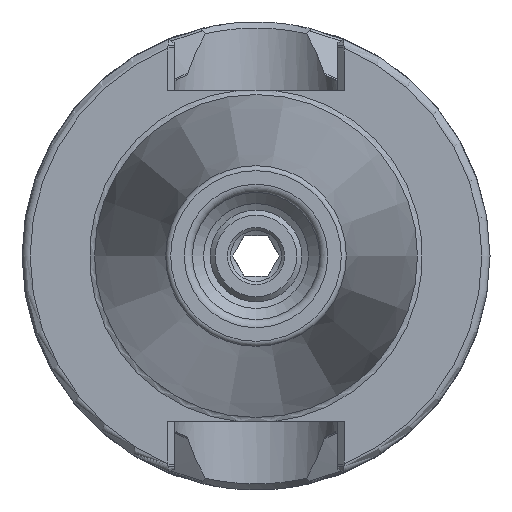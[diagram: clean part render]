
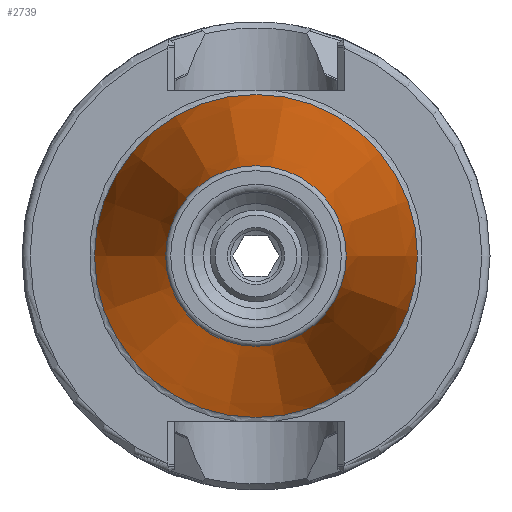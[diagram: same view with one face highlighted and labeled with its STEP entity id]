
A CAD part, left-side view. The second image highlights one B-rep face of the part: STEP entity #2739.
In plain terms, the highlighted conical face has half-angle 8.297 degrees and reference radius 12.377 mm.
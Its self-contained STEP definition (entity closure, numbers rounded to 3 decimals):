
#141=CONICAL_SURFACE('',#3089,12.377,0.145);
#324=FACE_OUTER_BOUND('',#503,.T.);
#503=EDGE_LOOP('',(#2252,#2253,#2254,#2255,#2256));
#659=CIRCLE('',#3085,8.879);
#660=CIRCLE('',#3086,8.879);
#663=CIRCLE('',#3090,15.875);
#815=LINE('',#5746,#970);
#970=VECTOR('',#3645,12.377);
#1270=VERTEX_POINT('',#5736);
#1271=VERTEX_POINT('',#5737);
#1273=VERTEX_POINT('',#5744);
#1616=EDGE_CURVE('',#1270,#1271,#659,.T.);
#1617=EDGE_CURVE('',#1271,#1270,#660,.T.);
#1620=EDGE_CURVE('',#1273,#1273,#663,.T.);
#1621=EDGE_CURVE('',#1273,#1270,#815,.T.);
#2252=ORIENTED_EDGE('',*,*,#1620,.F.);
#2253=ORIENTED_EDGE('',*,*,#1621,.T.);
#2254=ORIENTED_EDGE('',*,*,#1616,.T.);
#2255=ORIENTED_EDGE('',*,*,#1617,.T.);
#2256=ORIENTED_EDGE('',*,*,#1621,.F.);
#2739=ADVANCED_FACE('',(#324),#141,.T.);
#3085=AXIS2_PLACEMENT_3D('',#5738,#3633,#3634);
#3086=AXIS2_PLACEMENT_3D('',#5739,#3635,#3636);
#3089=AXIS2_PLACEMENT_3D('',#5743,#3641,#3642);
#3090=AXIS2_PLACEMENT_3D('',#5745,#3643,#3644);
#3633=DIRECTION('center_axis',(1.,0.,0.));
#3634=DIRECTION('ref_axis',(0.,0.,-1.));
#3635=DIRECTION('center_axis',(1.,0.,0.));
#3636=DIRECTION('ref_axis',(0.,0.,-1.));
#3641=DIRECTION('center_axis',(1.,0.,0.));
#3642=DIRECTION('ref_axis',(0.,1.,0.));
#3643=DIRECTION('center_axis',(1.,0.,0.));
#3644=DIRECTION('ref_axis',(0.,0.,-1.));
#3645=DIRECTION('',(-0.99,0.144,0.));
#5736=CARTESIAN_POINT('',(-47.972,-8.879,0.));
#5737=CARTESIAN_POINT('',(-47.972,0.,8.879));
#5738=CARTESIAN_POINT('Origin',(-47.972,0.,
0.));
#5739=CARTESIAN_POINT('Origin',(-47.972,0.,
0.));
#5743=CARTESIAN_POINT('Origin',(-23.986,0.,
0.));
#5744=CARTESIAN_POINT('',(0.,-15.875,0.));
#5745=CARTESIAN_POINT('Origin',(0.,0.,
0.));
#5746=CARTESIAN_POINT('',(-23.986,-12.377,0.));
